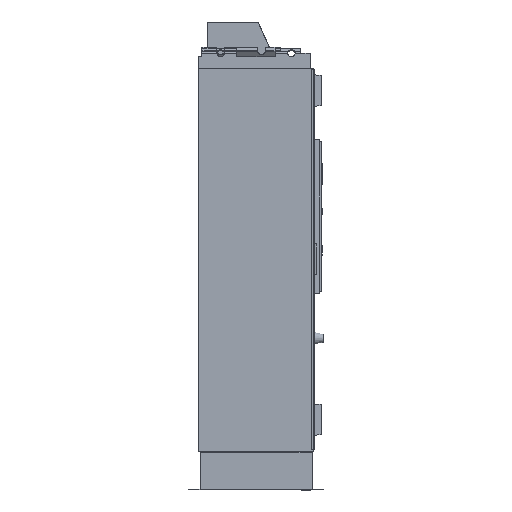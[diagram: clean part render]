
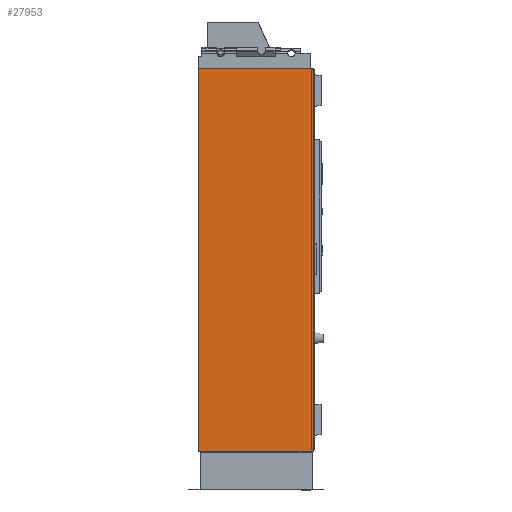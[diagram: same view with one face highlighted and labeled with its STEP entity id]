
A CAD part, left-side view. The second image highlights one B-rep face of the part: STEP entity #27953.
In plain terms, the highlighted planar face has unit normal (-1, 0, 0).
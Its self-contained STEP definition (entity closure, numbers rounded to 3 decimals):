
#27953=ADVANCED_FACE('',(#35278),#32003,.T.);
#32003=PLANE('',#103530);
#35278=FACE_OUTER_BOUND('',#39265,.T.);
#39265=EDGE_LOOP('',(#47734,#47735,#47736,#47737));
#47734=ORIENTED_EDGE('',*,*,#75840,.F.);
#47735=ORIENTED_EDGE('',*,*,#75838,.T.);
#47736=ORIENTED_EDGE('',*,*,#75841,.F.);
#47737=ORIENTED_EDGE('',*,*,#75842,.F.);
#67712=VERTEX_POINT('',#134919);
#67713=VERTEX_POINT('',#134921);
#67714=VERTEX_POINT('',#134925);
#67715=VERTEX_POINT('',#134927);
#75838=EDGE_CURVE('',#67713,#67712,#86504,.T.);
#75840=EDGE_CURVE('',#67713,#67714,#86506,.T.);
#75841=EDGE_CURVE('',#67715,#67712,#86507,.T.);
#75842=EDGE_CURVE('',#67714,#67715,#86508,.T.);
#86504=LINE('',#134920,#95295);
#86506=LINE('',#134924,#95297);
#86507=LINE('',#134926,#95298);
#86508=LINE('',#134928,#95299);
#95295=VECTOR('',#111089,1.);
#95297=VECTOR('',#111093,1.);
#95298=VECTOR('',#111094,1.);
#95299=VECTOR('',#111095,1.);
#103530=AXIS2_PLACEMENT_3D('',#134929,#111096,#111097);
#111089=DIRECTION('',(0.,0.,-1.));
#111093=DIRECTION('',(0.,-1.,0.));
#111094=DIRECTION('',(0.,1.,0.));
#111095=DIRECTION('',(0.,0.,-1.));
#111096=DIRECTION('',(-1.,0.,0.));
#111097=DIRECTION('',(0.,0.,1.));
#134919=CARTESIAN_POINT('',(-2150.,600.,-100.));
#134920=CARTESIAN_POINT('',(-2150.,600.,1932.5));
#134921=CARTESIAN_POINT('',(-2150.,600.,1899.5));
#134924=CARTESIAN_POINT('',(-2150.,600.,1899.5));
#134925=CARTESIAN_POINT('',(-2150.,0.,1899.5));
#134926=CARTESIAN_POINT('',(-2150.,600.,-100.));
#134927=CARTESIAN_POINT('',(-2150.,0.,-100.));
#134928=CARTESIAN_POINT('',(-2150.,0.,0.));
#134929=CARTESIAN_POINT('',(-2150.,300.,1932.5));
